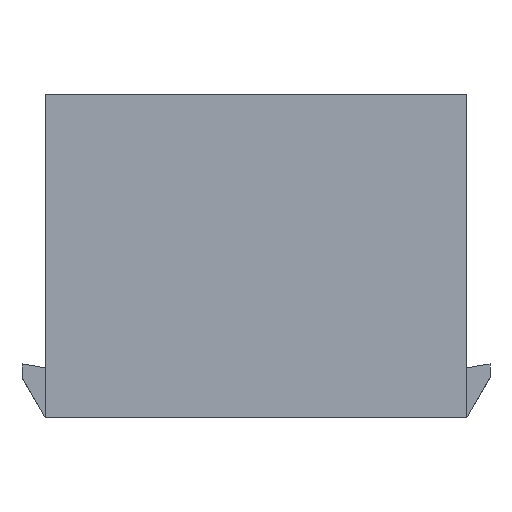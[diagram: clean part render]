
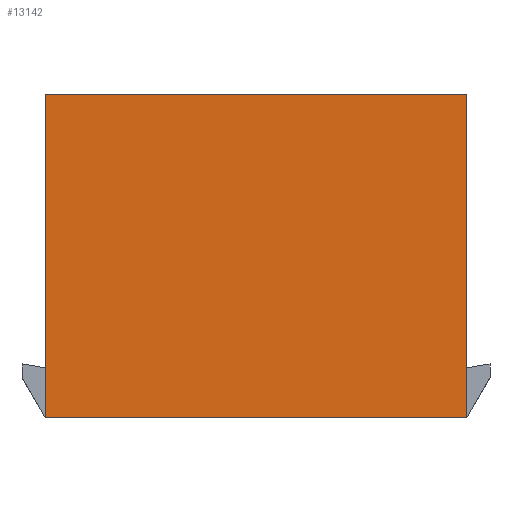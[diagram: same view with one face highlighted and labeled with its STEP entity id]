
A CAD part, front view. The second image highlights one B-rep face of the part: STEP entity #13142.
In plain terms, the highlighted free-form (B-spline) face has degree [1, 1] with [2, 2] control points.
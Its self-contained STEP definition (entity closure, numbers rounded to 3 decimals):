
#8811=CARTESIAN_POINT('',(19.7,-20.5,0.));
#8812=VERTEX_POINT('',#8811);
#8818=CARTESIAN_POINT('',(-2.2,-20.5,0.));
#8819=VERTEX_POINT('',#8818);
#8820=CARTESIAN_POINT('',(19.7,-20.5,0.));
#8821=CARTESIAN_POINT('',(-2.2,-20.5,0.));
#8822=B_SPLINE_CURVE_WITH_KNOTS('',1,(#8820,#8821),.POLYLINE_FORM.,.F.,.U.,(2,2),(0.,1.),.UNSPECIFIED.);
#8823=EDGE_CURVE('',#8812,#8819,#8822,.T.);
#12156=CARTESIAN_POINT('',(-2.2,-20.5,16.8));
#12157=VERTEX_POINT('',#12156);
#12158=CARTESIAN_POINT('',(-2.2,-20.5,0.));
#12159=CARTESIAN_POINT('',(-2.2,-20.5,16.8));
#12160=B_SPLINE_CURVE_WITH_KNOTS('',1,(#12158,#12159),.POLYLINE_FORM.,.F.,.U.,(2,2),(0.,1.),.UNSPECIFIED.);
#12161=EDGE_CURVE('',#8819,#12157,#12160,.T.);
#12803=CARTESIAN_POINT('',(19.7,-20.5,16.8));
#12804=VERTEX_POINT('',#12803);
#12810=CARTESIAN_POINT('',(19.7,-20.5,16.8));
#12811=CARTESIAN_POINT('',(19.7,-20.5,0.));
#12812=B_SPLINE_CURVE_WITH_KNOTS('',1,(#12810,#12811),.POLYLINE_FORM.,.F.,.U.,(2,2),(0.,1.),.UNSPECIFIED.);
#12813=EDGE_CURVE('',#12804,#8812,#12812,.T.);
#13127=CARTESIAN_POINT('',(-5.051,-20.5,22.201));
#13128=CARTESIAN_POINT('',(22.551,-20.5,22.201));
#13129=CARTESIAN_POINT('',(-5.051,-20.5,-5.401));
#13130=CARTESIAN_POINT('',(22.551,-20.5,-5.401));
#13131=B_SPLINE_SURFACE_WITH_KNOTS('',1,1,((#13127,#13128),(#13129,#13130)),.PLANE_SURF.,.F.,.F.,.U.,(2,2),(2,2),(0.,1.),(0.,1.),.UNSPECIFIED.);
#13132=ORIENTED_EDGE('',*,*,#12161,.F.);
#13133=ORIENTED_EDGE('',*,*,#8823,.F.);
#13134=ORIENTED_EDGE('',*,*,#12813,.F.);
#13135=CARTESIAN_POINT('',(19.7,-20.5,16.8));
#13136=CARTESIAN_POINT('',(-2.2,-20.5,16.8));
#13137=B_SPLINE_CURVE_WITH_KNOTS('',1,(#13135,#13136),.POLYLINE_FORM.,.F.,.U.,(2,2),(0.,1.),.UNSPECIFIED.);
#13138=EDGE_CURVE('',#12804,#12157,#13137,.T.);
#13139=ORIENTED_EDGE('',*,*,#13138,.T.);
#13140=EDGE_LOOP('',(#13132,#13133,#13134,#13139));
#13141=FACE_OUTER_BOUND('',#13140,.T.);
#13142=ADVANCED_FACE('',(#13141),#13131,.T.);
